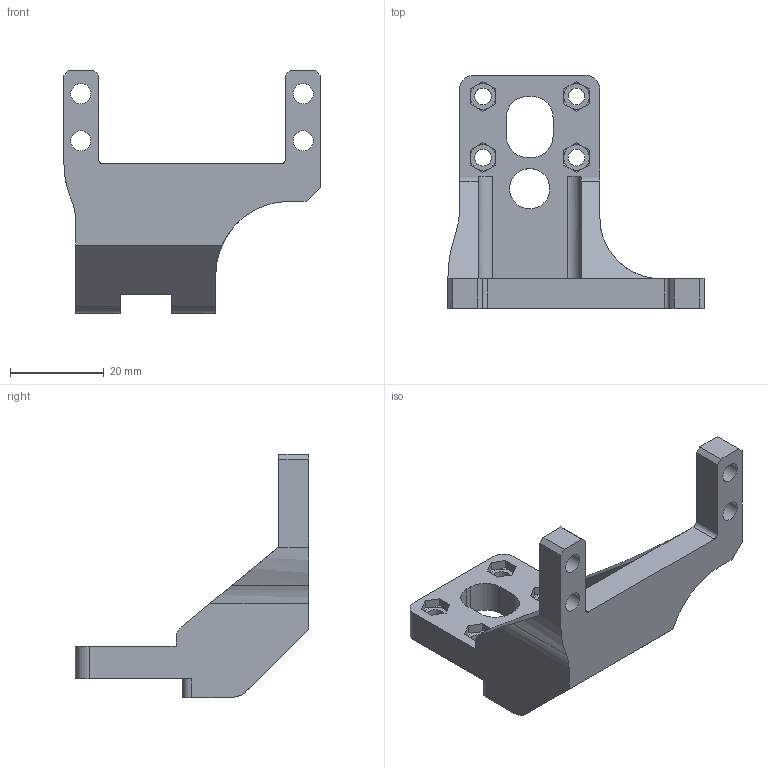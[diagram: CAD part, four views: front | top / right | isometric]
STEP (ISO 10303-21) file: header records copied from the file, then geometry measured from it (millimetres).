
FILE_DESCRIPTION(/* description */ (''),/* implementation_level */ '2;1');
FILE_NAME(/* name */ 'ServoGF.step',/* time_stamp */ '2022-05-22T22:15:27+09:00',/* author */ (''),/* organization */ (''),/* preprocessor_version */ 'ST-DEVELOPER v18.1',/* originating_system */ 'Autodesk Translation Framework v10.14.0.1471',/* authorisation */ '');
FILE_SCHEMA (('AUTOMOTIVE_DESIGN { 1 0 10303 214 3 1 1 }'));
Length unit declared in the file: millimetre
Products named in the file (1): ServoGF
Bounding box: 54.8 x 49.9 x 52 mm (x, y, z)
Volume: 17945.7 mm3; surface area: 8956.8 mm2
Topology: 1 solids, 1 shells, 119 faces, 313 edges, 200 vertices
Faces by surface type: plane 62, cylinder 31, cone 24, bspline 2
Full cylindrical faces by diameter (mm): 3.6 x4, 4.3 x4, 8.6 x1
Entity records: 3814 total; most frequent: CARTESIAN_POINT 903, ORIENTED_EDGE 626, DIRECTION 574, EDGE_CURVE 313, AXIS2_PLACEMENT_3D 202, VERTEX_POINT 200, LINE 170, VECTOR 170
